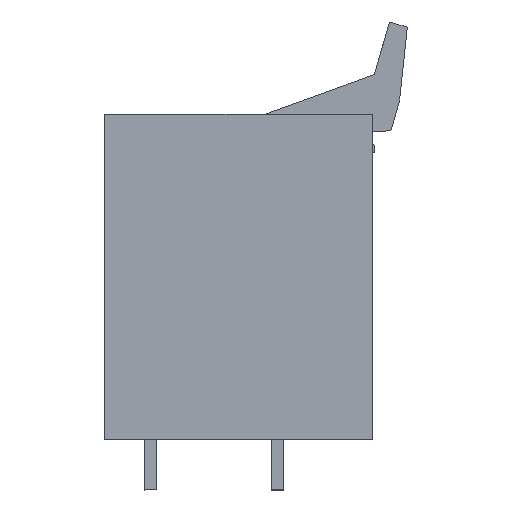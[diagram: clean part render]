
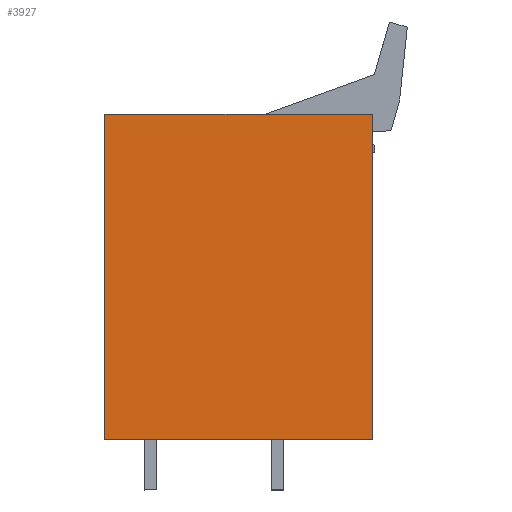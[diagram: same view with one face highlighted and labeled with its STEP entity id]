
A CAD part, left-side view. The second image highlights one B-rep face of the part: STEP entity #3927.
In plain terms, the highlighted planar face has unit normal (-1, 0, 0).
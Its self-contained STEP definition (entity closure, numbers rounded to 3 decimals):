
#3907=AXIS2_PLACEMENT_3D('Plane Axis2P3D',#3904,#3905,#3906) ;
#593=CARTESIAN_POINT('Vertex',(0.,3.452,5.)) ;
#596=CARTESIAN_POINT('Line Origine',(0.,16.677,5.)) ;
#600=CARTESIAN_POINT('Vertex',(0.,29.902,5.)) ;
#1552=CARTESIAN_POINT('Vertex',(0.,3.452,37.13)) ;
#1555=CARTESIAN_POINT('Line Origine',(0.,3.452,21.065)) ;
#3904=CARTESIAN_POINT('Axis2P3D Location',(0.,29.902,0.)) ;
#3909=CARTESIAN_POINT('Line Origine',(0.,16.677,37.13)) ;
#3913=CARTESIAN_POINT('Vertex',(0.,29.902,37.13)) ;
#3916=CARTESIAN_POINT('Line Origine',(0.,29.902,21.065)) ;
#597=DIRECTION('Vector Direction',(0.,-1.,0.)) ;
#1556=DIRECTION('Vector Direction',(0.,0.,1.)) ;
#3905=DIRECTION('Axis2P3D Direction',(-1.,0.,0.)) ;
#3906=DIRECTION('Axis2P3D XDirection',(0.,-1.,0.)) ;
#3910=DIRECTION('Vector Direction',(0.,-1.,0.)) ;
#3917=DIRECTION('Vector Direction',(0.,0.,1.)) ;
#598=VECTOR('Line Direction',#597,1.) ;
#1557=VECTOR('Line Direction',#1556,1.) ;
#3911=VECTOR('Line Direction',#3910,1.) ;
#3918=VECTOR('Line Direction',#3917,1.) ;
#3922=ORIENTED_EDGE('',*,*,#1559,.F.) ;
#3923=ORIENTED_EDGE('',*,*,#3915,.F.) ;
#3924=ORIENTED_EDGE('',*,*,#3920,.F.) ;
#3925=ORIENTED_EDGE('',*,*,#602,.F.) ;
#3927=ADVANCED_FACE('HOUSING',(#3926),#3908,.T.) ;
#602=EDGE_CURVE('',#594,#601,#599,.F.) ;
#1559=EDGE_CURVE('',#1553,#594,#1558,.F.) ;
#3915=EDGE_CURVE('',#3914,#1553,#3912,.T.) ;
#3920=EDGE_CURVE('',#601,#3914,#3919,.T.) ;
#3921=EDGE_LOOP('',(#3922,#3923,#3924,#3925)) ;
#3926=FACE_OUTER_BOUND('',#3921,.T.) ;
#599=LINE('Line',#596,#598) ;
#1558=LINE('Line',#1555,#1557) ;
#3912=LINE('Line',#3909,#3911) ;
#3919=LINE('Line',#3916,#3918) ;
#3908=PLANE('',#3907) ;
#594=VERTEX_POINT('',#593) ;
#601=VERTEX_POINT('',#600) ;
#1553=VERTEX_POINT('',#1552) ;
#3914=VERTEX_POINT('',#3913) ;
